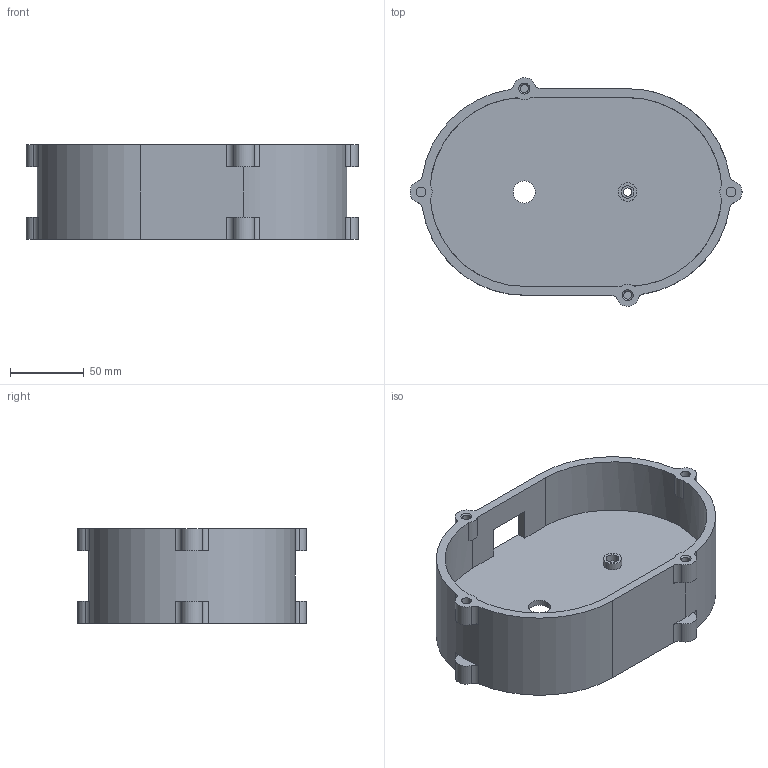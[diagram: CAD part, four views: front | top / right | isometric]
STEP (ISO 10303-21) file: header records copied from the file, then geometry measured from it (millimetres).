
FILE_DESCRIPTION((''),'2;1');
FILE_NAME('HOUSING_MIDDLE','2025-04-16T12:27:56',('Constantin Schempp'),(''),'CREO PARAMETRIC BY PTC INC, 2024063','CREO PARAMETRIC BY PTC INC, 2024063','');
FILE_SCHEMA(('CONFIG_CONTROL_DESIGN'));
Length unit declared in the file: millimetre
Products named in the file (1): HOUSING_MIDDLE
Bounding box: 224.95 x 154.99 x 64 mm (x, y, z)
Volume: 309908.9 mm3; surface area: 125532.4 mm2
Topology: 1 solids, 1 shells, 160 faces, 545 edges, 432 vertices
Faces by surface type: plane 77, cylinder 75, cone 8
Entity records: 5876 total; most frequent: DIRECTION 1123, CARTESIAN_POINT 974, ORIENTED_EDGE 812, AXIS2_PLACEMENT_3D 417, EDGE_CURVE 406, VECTOR 289, LINE 289, VERTEX_POINT 268
